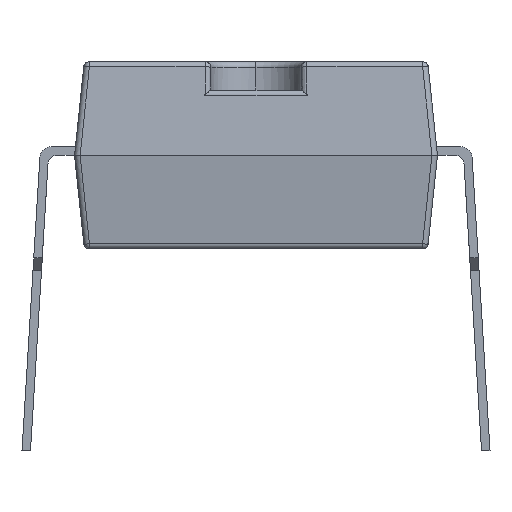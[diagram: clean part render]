
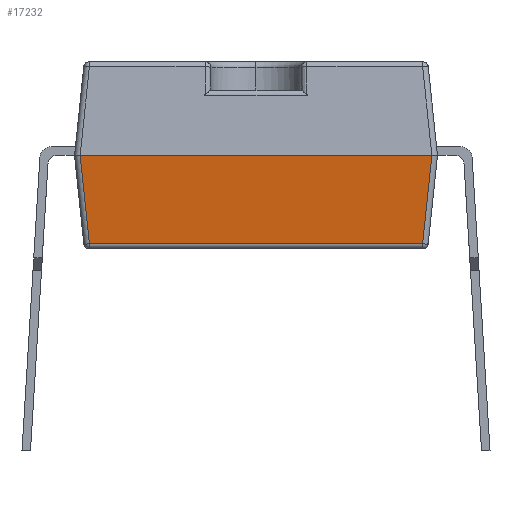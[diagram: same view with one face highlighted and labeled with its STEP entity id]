
A CAD part, left-side view. The second image highlights one B-rep face of the part: STEP entity #17232.
In plain terms, the highlighted planar face has unit normal (-0.995, 0, -0.104).
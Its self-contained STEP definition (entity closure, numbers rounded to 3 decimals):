
#304 = LINE ( 'NONE', #18456, #24679 ) ;
#888 = CARTESIAN_POINT ( 'NONE',  ( -9.551, -3.102, 0.01 ) ) ;
#1037 = EDGE_CURVE ( 'NONE', #6116, #7876, #5716, .T. ) ;
#1353 = VECTOR ( 'NONE', #2922, 1000. ) ;
#1436 = ORIENTED_EDGE ( 'NONE', *, *, #15958, .T. ) ;
#2922 = DIRECTION ( 'NONE',  ( 0., -1., 0. ) ) ;
#3192 = CARTESIAN_POINT ( 'NONE',  ( -9.55, -3.2, 0. ) ) ;
#3326 = VERTEX_POINT ( 'NONE', #3673 ) ;
#3673 = CARTESIAN_POINT ( 'NONE',  ( -9.55, 3.101, 0. ) ) ;
#3757 = CARTESIAN_POINT ( 'NONE',  ( -9.386, -2.937, -1.56 ) ) ;
#5260 = EDGE_LOOP ( 'NONE', ( #11175, #16043, #11816, #1436 ) ) ;
#5716 = LINE ( 'NONE', #15815, #12448 ) ;
#6116 = VERTEX_POINT ( 'NONE', #11898 ) ;
#7296 = DIRECTION ( 'NONE',  ( -0.105, 0., 0.995 ) ) ;
#7876 = VERTEX_POINT ( 'NONE', #3757 ) ;
#7999 = EDGE_CURVE ( 'NONE', #3326, #26064, #21444, .T. ) ;
#8599 = DIRECTION ( 'NONE',  ( 0.104, -0.104, -0.989 ) ) ;
#9518 = AXIS2_PLACEMENT_3D ( 'NONE', #25839, #23506, #7296 ) ;
#11175 = ORIENTED_EDGE ( 'NONE', *, *, #7999, .F. ) ;
#11816 = ORIENTED_EDGE ( 'NONE', *, *, #1037, .T. ) ;
#11898 = CARTESIAN_POINT ( 'NONE',  ( -9.386, 2.937, -1.56 ) ) ;
#12448 = VECTOR ( 'NONE', #13663, 1000. ) ;
#13663 = DIRECTION ( 'NONE',  ( 0., -1., 0. ) ) ;
#15815 = CARTESIAN_POINT ( 'NONE',  ( -9.386, -3.2, -1.56 ) ) ;
#15958 = EDGE_CURVE ( 'NONE', #7876, #26064, #23375, .T. ) ;
#16007 = FACE_OUTER_BOUND ( 'NONE', #5260, .T. ) ;
#16043 = ORIENTED_EDGE ( 'NONE', *, *, #23545, .T. ) ;
#17232 = ADVANCED_FACE ( 'NONE', ( #16007 ), #17520, .T. ) ;
#17520 = PLANE ( 'NONE',  #9518 ) ;
#18456 = CARTESIAN_POINT ( 'NONE',  ( -9.482, 3.032, -0.648 ) ) ;
#19272 = CARTESIAN_POINT ( 'NONE',  ( -9.55, -3.101, 0. ) ) ;
#21325 = DIRECTION ( 'NONE',  ( -0.104, -0.104, 0.989 ) ) ;
#21444 = LINE ( 'NONE', #3192, #1353 ) ;
#23375 = LINE ( 'NONE', #888, #26727 ) ;
#23506 = DIRECTION ( 'NONE',  ( -0.995, 0., -0.105 ) ) ;
#23545 = EDGE_CURVE ( 'NONE', #3326, #6116, #304, .T. ) ;
#24679 = VECTOR ( 'NONE', #8599, 1000. ) ;
#25839 = CARTESIAN_POINT ( 'NONE',  ( -9.55, -3.2, 0. ) ) ;
#26064 = VERTEX_POINT ( 'NONE', #19272 ) ;
#26727 = VECTOR ( 'NONE', #21325, 1000. ) ;
